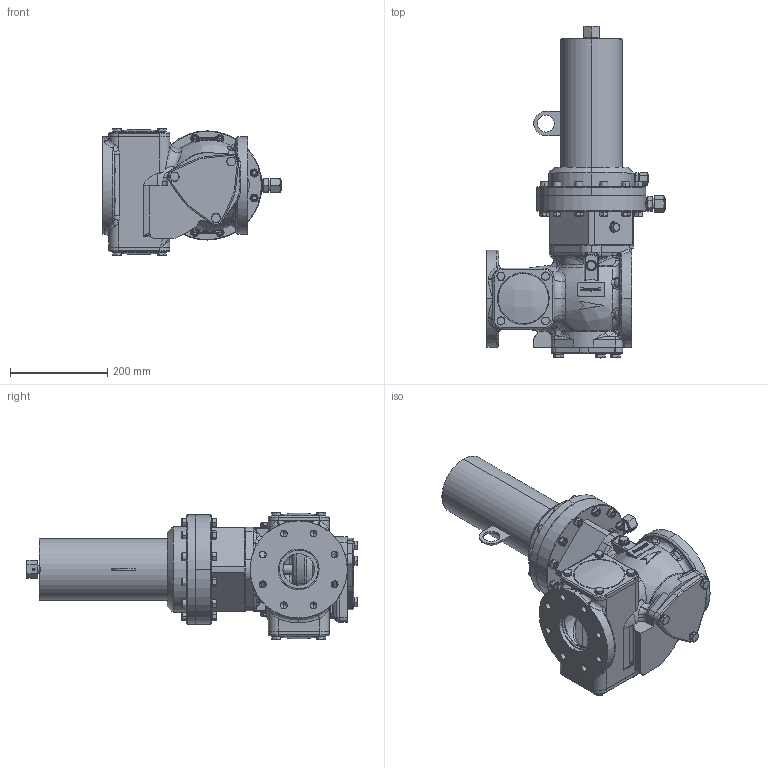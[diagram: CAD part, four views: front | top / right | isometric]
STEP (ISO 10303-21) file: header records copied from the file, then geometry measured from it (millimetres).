
FILE_DESCRIPTION (( 'STEP AP214' ), '1' );
FILE_NAME ('V_MB_HON370__80_RE0_o_SAV_A_.STEP', '2017-03-06T12:13:32', ( '' ), ( '' ), 'SwSTEP 2.0', 'SolidWorks 2015', '' );
FILE_SCHEMA (( 'AUTOMOTIVE_DESIGN' ));
Length unit declared in the file: millimetre
Products named in the file (1): V_MB_HON370__80_RE0_o_SAV_A_
Bounding box: 367 x 683.58 x 262.8 mm (x, y, z)
Surface area: 1445625.5 mm2 (no closed solid volume)
Topology: 0 solids, 114 shells, 3242 faces, 7722 edges, 4719 vertices
Faces by surface type: plane 1022, cylinder 863, bspline 699, cone 658
Entity records: 137286 total; most frequent: CARTESIAN_POINT 65862, ORIENTED_EDGE 15168, DIRECTION 13714, EDGE_CURVE 7588, AXIS2_PLACEMENT_3D 5459, VERTEX_POINT 4717, EDGE_LOOP 3625, ADVANCED_FACE 3242
